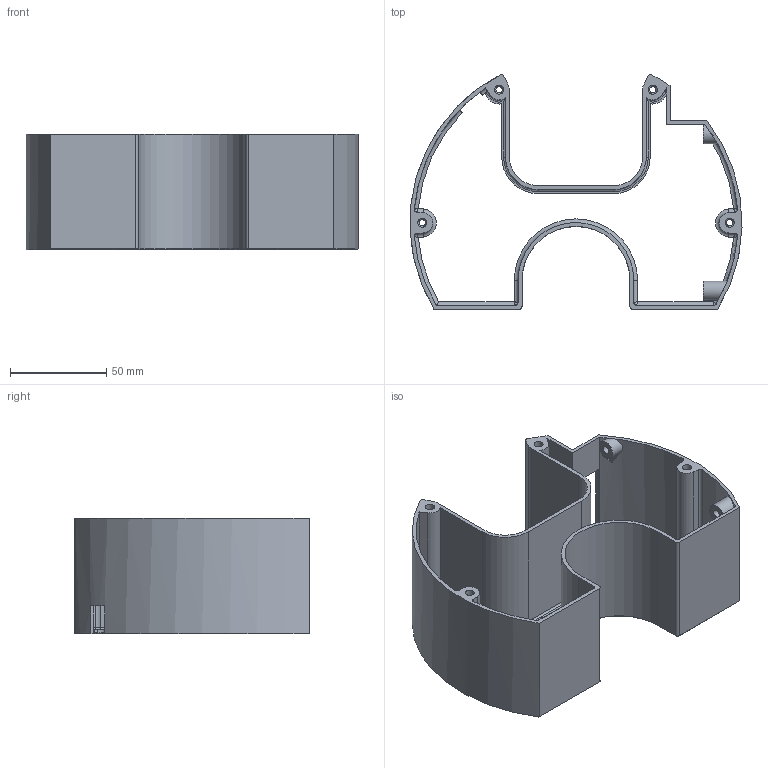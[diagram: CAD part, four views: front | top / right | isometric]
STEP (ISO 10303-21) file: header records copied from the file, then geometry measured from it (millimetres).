
FILE_DESCRIPTION(/* description */ (''),/* implementation_level */ '2;1');
FILE_NAME(/* name */ 'scale_shield_wall_supply.step',/* time_stamp */ '2024-04-12T19:32:47+02:00',/* author */ (''),/* organization */ (''),/* preprocessor_version */ 'ST-DEVELOPER v20',/* originating_system */ 'Autodesk Translation Framework v12.20.1.177',/* authorisation */ '');
FILE_SCHEMA (('AUTOMOTIVE_DESIGN { 1 0 10303 214 3 1 1 }'));
Length unit declared in the file: millimetre
Products named in the file (1): scale_shield_wall_supply
Bounding box: 172.89 x 122.12 x 60 mm (x, y, z)
Volume: 101334 mm3; surface area: 88580.3 mm2
Topology: 1 solids, 1 shells, 221 faces, 559 edges, 337 vertices
Faces by surface type: plane 92, cylinder 75, cone 34, torus 13, bspline 7
Full cylindrical faces by diameter (mm): 3.4 x4, 4.2 x2, 4.7 x8
Entity records: 7207 total; most frequent: CARTESIAN_POINT 1861, DIRECTION 1125, ORIENTED_EDGE 1106, EDGE_CURVE 553, AXIS2_PLACEMENT_3D 404, VERTEX_POINT 337, LINE 317, VECTOR 317
